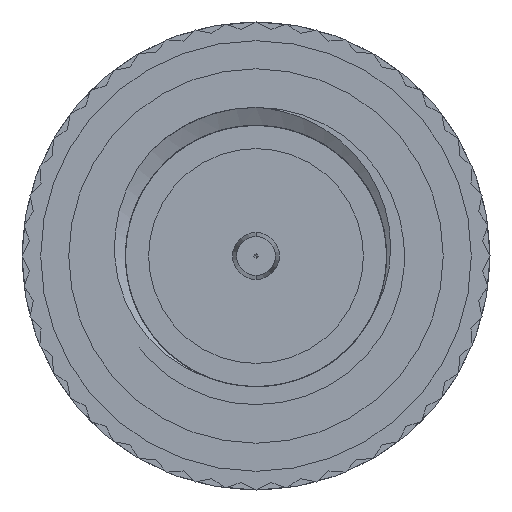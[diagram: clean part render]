
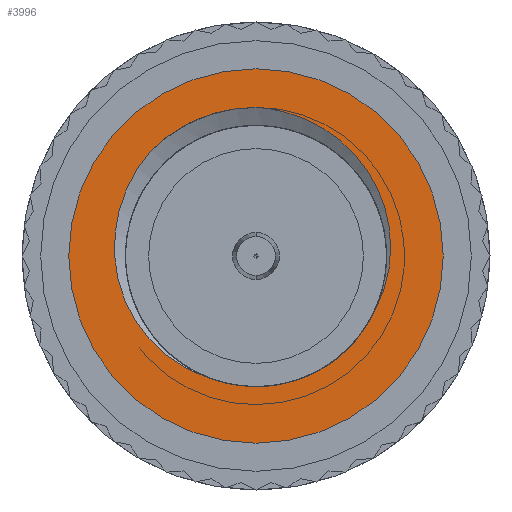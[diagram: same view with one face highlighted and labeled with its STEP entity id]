
A CAD part, front view. The second image highlights one B-rep face of the part: STEP entity #3996.
In plain terms, the highlighted planar face has unit normal (0, -1, 0).
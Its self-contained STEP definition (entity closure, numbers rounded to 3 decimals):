
#41 = ORIENTED_EDGE ( 'NONE', *, *, #5224, .F. ) ;
#101 = EDGE_CURVE ( 'NONE', #8972, #9187, #2331, .T. ) ;
#137 = CARTESIAN_POINT ( 'NONE',  ( 1.637, 0., 2.607 ) ) ;
#370 = CARTESIAN_POINT ( 'NONE',  ( -3.006, 0., -0.239 ) ) ;
#406 = CARTESIAN_POINT ( 'NONE',  ( -2.402, 0., 2.068 ) ) ;
#427 = CARTESIAN_POINT ( 'NONE',  ( -0.912, 0., -2.646 ) ) ;
#444 = EDGE_CURVE ( 'NONE', #5205, #8262, #9131, .T. ) ;
#482 = CARTESIAN_POINT ( 'NONE',  ( -1.314, 0., -2.496 ) ) ;
#575 = CARTESIAN_POINT ( 'NONE',  ( 0., 0., 0. ) ) ;
#677 = DIRECTION ( 'NONE',  ( 0., 1., 0. ) ) ;
#697 = CARTESIAN_POINT ( 'NONE',  ( 2.823, 0., 0.798 ) ) ;
#734 = CARTESIAN_POINT ( 'NONE',  ( 2.181, 0., 2.108 ) ) ;
#1032 = AXIS2_PLACEMENT_3D ( 'NONE', #6192, #677, #6987 ) ;
#1093 = EDGE_LOOP ( 'NONE', ( #7350, #6508, #7095, #7641, #9157 ) ) ;
#1157 = CARTESIAN_POINT ( 'NONE',  ( -2.125, 0., -1.95 ) ) ;
#1214 = CARTESIAN_POINT ( 'NONE',  ( -0.736, 0., -2.7 ) ) ;
#1312 = CARTESIAN_POINT ( 'NONE',  ( 2.194, 0., -1.738 ) ) ;
#1463 = CARTESIAN_POINT ( 'NONE',  ( 2.857, 0., -0.182 ) ) ;
#1505 = CARTESIAN_POINT ( 'NONE',  ( 1.833, 0., 2.455 ) ) ;
#1645 = CARTESIAN_POINT ( 'NONE',  ( 1.218, 0., 2.858 ) ) ;
#1653 = DIRECTION ( 'NONE',  ( 0., 0., 1. ) ) ;
#1885 = VERTEX_POINT ( 'NONE', #3017 ) ;
#1951 = PLANE ( 'NONE',  #1032 ) ;
#1988 = CARTESIAN_POINT ( 'NONE',  ( 0.871, 0., -2.66 ) ) ;
#2005 = CARTESIAN_POINT ( 'NONE',  ( -1.94, 0., -2.111 ) ) ;
#2264 = EDGE_CURVE ( 'NONE', #9187, #1885, #3851, .T. ) ;
#2288 = CARTESIAN_POINT ( 'NONE',  ( 2.584, 0., 1.493 ) ) ;
#2331 = CIRCLE ( 'NONE', #5902, 3.175 ) ;
#2448 = CARTESIAN_POINT ( 'NONE',  ( 0.037, 0., 3.175 ) ) ;
#2630 = DIRECTION ( 'NONE',  ( 0., 0., 1. ) ) ;
#2738 = DIRECTION ( 'NONE',  ( 0., 1., 0. ) ) ;
#2754 = CARTESIAN_POINT ( 'NONE',  ( -2.771, 0., 1.438 ) ) ;
#2867 = CARTESIAN_POINT ( 'NONE',  ( 2.399, 0., -1.442 ) ) ;
#3017 = CARTESIAN_POINT ( 'NONE',  ( 0.037, 0., 3.175 ) ) ;
#3028 = CARTESIAN_POINT ( 'NONE',  ( 2.683, 0., 1.267 ) ) ;
#3130 = CARTESIAN_POINT ( 'NONE',  ( 2.561, 0., -1.114 ) ) ;
#3202 = CARTESIAN_POINT ( 'NONE',  ( 0., 0., 0. ) ) ;
#3223 = CIRCLE ( 'NONE', #9025, 4. ) ;
#3266 = CARTESIAN_POINT ( 'NONE',  ( 0.284, 0., 3.156 ) ) ;
#3393 = FACE_BOUND ( 'NONE', #1093, .T. ) ;
#3448 = VERTEX_POINT ( 'NONE', #6711 ) ;
#3493 = CARTESIAN_POINT ( 'NONE',  ( -1.08, 0., -2.576 ) ) ;
#3563 = EDGE_LOOP ( 'NONE', ( #6551, #41 ) ) ;
#3582 = CARTESIAN_POINT ( 'NONE',  ( 2.489, 0., -1.281 ) ) ;
#3630 = CARTESIAN_POINT ( 'NONE',  ( -2.541, 0., 1.868 ) ) ;
#3767 = CARTESIAN_POINT ( 'NONE',  ( 0., 0., 3.175 ) ) ;
#3851 = CIRCLE ( 'NONE', #5726, 3.175 ) ;
#3916 = CARTESIAN_POINT ( 'NONE',  ( 2.76, 0., -0.665 ) ) ;
#3954 = CARTESIAN_POINT ( 'NONE',  ( 2.88, 0., 0.185 ) ) ;
#3996 = ADVANCED_FACE ( 'NONE', ( #3393, #8551 ), #1951, .F. ) ;
#4166 = AXIS2_PLACEMENT_3D ( 'NONE', #5852, #2738, #9897 ) ;
#4314 = CARTESIAN_POINT ( 'NONE',  ( -3.03, 0., 0.003 ) ) ;
#4333 = CARTESIAN_POINT ( 'NONE',  ( 0.16, 0., -2.794 ) ) ;
#4367 = CARTESIAN_POINT ( 'NONE',  ( -0.381, 0., -2.773 ) ) ;
#4382 = CARTESIAN_POINT ( 'NONE',  ( -2.897, 0., -0.717 ) ) ;
#4432 = CARTESIAN_POINT ( 'NONE',  ( 1.379, 0., -2.456 ) ) ;
#4473 = DIRECTION ( 'NONE',  ( 0., 1., 0. ) ) ;
#4509 = DIRECTION ( 'NONE',  ( 0., 0., 1. ) ) ;
#5043 = CARTESIAN_POINT ( 'NONE',  ( -2.862, 0., 1.207 ) ) ;
#5115 = CARTESIAN_POINT ( 'NONE',  ( -2.59, 0., -1.381 ) ) ;
#5205 = VERTEX_POINT ( 'NONE', #8840 ) ;
#5224 = EDGE_CURVE ( 'NONE', #3448, #5499, #5831, .T. ) ;
#5359 = CARTESIAN_POINT ( 'NONE',  ( 2.676, 0., -0.894 ) ) ;
#5499 = VERTEX_POINT ( 'NONE', #9260 ) ;
#5616 = EDGE_CURVE ( 'NONE', #8262, #1885, #5910, .T. ) ;
#5726 = AXIS2_PLACEMENT_3D ( 'NONE', #8209, #9753, #2630 ) ;
#5796 = EDGE_CURVE ( 'NONE', #8972, #5205, #9917, .T. ) ;
#5831 = CIRCLE ( 'NONE', #4166, 4. ) ;
#5835 = CARTESIAN_POINT ( 'NONE',  ( -2.985, 0., 0.736 ) ) ;
#5852 = CARTESIAN_POINT ( 'NONE',  ( 0., 0., 0. ) ) ;
#5902 = AXIS2_PLACEMENT_3D ( 'NONE', #3202, #7212, #1653 ) ;
#5910 = B_SPLINE_CURVE_WITH_KNOTS ( 'NONE', 3,
 ( #3130, #5359, #3916, #6288, #1463, #8658, #3954, #9428, #697, #3028, #2288, #9292, #734, #1505, #137, #1645, #6391, #6359, #3266, #2448 ),
 .UNSPECIFIED., .F., .F.,
 ( 4, 2, 2, 2, 2, 2, 2, 2, 2, 4 ),
 ( 0., 0.001, 0.001, 0.001, 0.002, 0.003, 0.004, 0.004, 0.005, 0.006 ),
 .UNSPECIFIED. ) ;
#6192 = CARTESIAN_POINT ( 'NONE',  ( 0., 0., 0. ) ) ;
#6288 = CARTESIAN_POINT ( 'NONE',  ( 2.839, 0., -0.305 ) ) ;
#6359 = CARTESIAN_POINT ( 'NONE',  ( 0.524, 0., 3.109 ) ) ;
#6391 = CARTESIAN_POINT ( 'NONE',  ( 0.99, 0., 2.961 ) ) ;
#6508 = ORIENTED_EDGE ( 'NONE', *, *, #2264, .T. ) ;
#6551 = ORIENTED_EDGE ( 'NONE', *, *, #8023, .F. ) ;
#6616 = CARTESIAN_POINT ( 'NONE',  ( -1.532, 0., -2.385 ) ) ;
#6652 = CARTESIAN_POINT ( 'NONE',  ( -2.238, 0., 2.252 ) ) ;
#6675 = CARTESIAN_POINT ( 'NONE',  ( 0.344, 0., -2.778 ) ) ;
#6694 = CARTESIAN_POINT ( 'NONE',  ( -2.449, 0., -1.586 ) ) ;
#6711 = CARTESIAN_POINT ( 'NONE',  ( 0., 0., -4. ) ) ;
#6912 = CARTESIAN_POINT ( 'NONE',  ( -2.238, 0., 2.252 ) ) ;
#6987 = DIRECTION ( 'NONE',  ( 0., 0., 1. ) ) ;
#7095 = ORIENTED_EDGE ( 'NONE', *, *, #5616, .F. ) ;
#7212 = DIRECTION ( 'NONE',  ( 0., 1., 0. ) ) ;
#7350 = ORIENTED_EDGE ( 'NONE', *, *, #101, .T. ) ;
#7488 = CARTESIAN_POINT ( 'NONE',  ( 2.077, 0., -1.876 ) ) ;
#7582 = CARTESIAN_POINT ( 'NONE',  ( -1.08, 0., -2.576 ) ) ;
#7641 = ORIENTED_EDGE ( 'NONE', *, *, #444, .F. ) ;
#7786 = CARTESIAN_POINT ( 'NONE',  ( 2.561, 0., -1.114 ) ) ;
#8023 = EDGE_CURVE ( 'NONE', #5499, #3448, #3223, .T. ) ;
#8209 = CARTESIAN_POINT ( 'NONE',  ( 0., 0., 0. ) ) ;
#8262 = VERTEX_POINT ( 'NONE', #7786 ) ;
#8280 = CARTESIAN_POINT ( 'NONE',  ( 2.561, 0., -1.114 ) ) ;
#8388 = CARTESIAN_POINT ( 'NONE',  ( 1.686, 0., -2.257 ) ) ;
#8551 = FACE_OUTER_BOUND ( 'NONE', #3563, .T. ) ;
#8658 = CARTESIAN_POINT ( 'NONE',  ( 2.878, 0., 0.063 ) ) ;
#8840 = CARTESIAN_POINT ( 'NONE',  ( -1.08, 0., -2.576 ) ) ;
#8972 = VERTEX_POINT ( 'NONE', #6912 ) ;
#9023 = CARTESIAN_POINT ( 'NONE',  ( -3.019, 0., 0.491 ) ) ;
#9025 = AXIS2_PLACEMENT_3D ( 'NONE', #575, #4473, #4509 ) ;
#9040 = CARTESIAN_POINT ( 'NONE',  ( -0.202, 0., -2.792 ) ) ;
#9131 = B_SPLINE_CURVE_WITH_KNOTS ( 'NONE', 3,
 ( #7582, #427, #1214, #4367, #9040, #4333, #6675, #9137, #1988, #4432, #8388, #7488, #1312, #2867, #3582, #8280 ),
 .UNSPECIFIED., .F., .F.,
 ( 4, 2, 2, 2, 2, 2, 2, 4 ),
 ( 0., 0.001, 0.001, 0.002, 0.002, 0.003, 0.004, 0.004 ),
 .UNSPECIFIED. ) ;
#9137 = CARTESIAN_POINT ( 'NONE',  ( 0.698, 0., -2.71 ) ) ;
#9157 = ORIENTED_EDGE ( 'NONE', *, *, #5796, .F. ) ;
#9187 = VERTEX_POINT ( 'NONE', #3767 ) ;
#9260 = CARTESIAN_POINT ( 'NONE',  ( 0., 0., 4. ) ) ;
#9292 = CARTESIAN_POINT ( 'NONE',  ( 2.331, 0., 1.916 ) ) ;
#9428 = CARTESIAN_POINT ( 'NONE',  ( 2.865, 0., 0.552 ) ) ;
#9753 = DIRECTION ( 'NONE',  ( 0., 1., 0. ) ) ;
#9844 = CARTESIAN_POINT ( 'NONE',  ( -2.813, 0., -0.949 ) ) ;
#9897 = DIRECTION ( 'NONE',  ( 0., 0., 1. ) ) ;
#9917 = B_SPLINE_CURVE_WITH_KNOTS ( 'NONE', 3,
 ( #6652, #406, #3630, #2754, #5043, #5835, #9023, #4314, #370, #4382, #9844, #5115, #6694, #1157, #2005, #6616, #482, #3493 ),
 .UNSPECIFIED., .F., .F.,
 ( 4, 2, 2, 2, 2, 2, 2, 2, 4 ),
 ( 0., 0.001, 0.001, 0.002, 0.003, 0.004, 0.004, 0.005, 0.006 ),
 .UNSPECIFIED. ) ;
